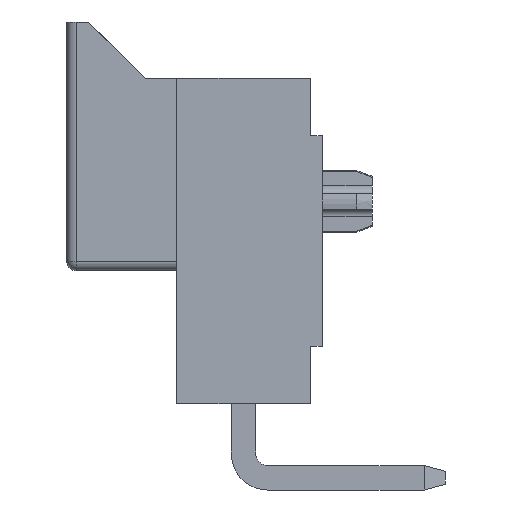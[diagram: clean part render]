
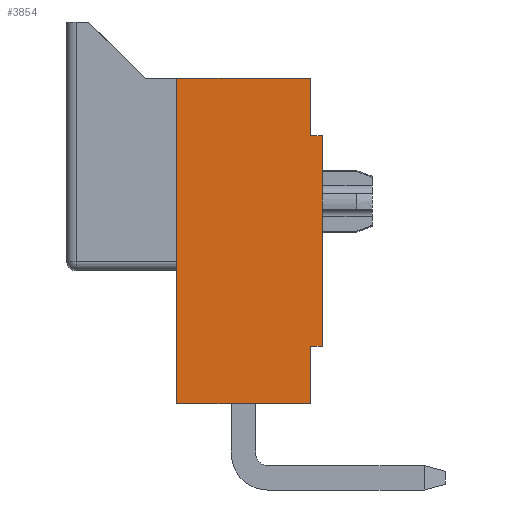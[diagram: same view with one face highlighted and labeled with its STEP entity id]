
A CAD part, left-side view. The second image highlights one B-rep face of the part: STEP entity #3854.
In plain terms, the highlighted planar face has unit normal (-1, 0, 0).
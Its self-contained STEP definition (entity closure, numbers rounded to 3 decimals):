
#1=DIRECTION('',(0.,0.,1.));
#2=VECTOR('',#1,1.5);
#3=CARTESIAN_POINT('',(-9.22,-1.74,-4.23));
#4=LINE('',#3,#2);
#17=DIRECTION('',(0.,0.,1.));
#18=VECTOR('',#17,1.5);
#19=CARTESIAN_POINT('',(-9.22,-1.74,2.73));
#20=LINE('',#19,#18);
#193=DIRECTION('',(0.,-1.,0.));
#194=VECTOR('',#193,0.3);
#195=CARTESIAN_POINT('',(-9.22,-1.74,2.73));
#196=LINE('',#195,#194);
#197=DIRECTION('',(0.,1.,0.));
#198=VECTOR('',#197,3.48);
#199=CARTESIAN_POINT('',(-9.22,-1.74,-4.23));
#200=LINE('',#199,#198);
#209=DIRECTION('',(0.,-1.,0.));
#210=VECTOR('',#209,0.3);
#211=CARTESIAN_POINT('',(-9.22,-1.74,-2.73));
#212=LINE('',#211,#210);
#233=DIRECTION('',(0.,0.,-1.));
#234=VECTOR('',#233,5.46);
#235=CARTESIAN_POINT('',(-9.22,-2.04,2.73));
#236=LINE('',#235,#234);
#381=DIRECTION('',(0.,1.,0.));
#382=VECTOR('',#381,3.48);
#383=CARTESIAN_POINT('',(-9.22,-1.74,4.23));
#384=LINE('',#383,#382);
#631=DIRECTION('',(0.,0.,1.));
#632=VECTOR('',#631,8.46);
#633=CARTESIAN_POINT('',(-9.22,1.74,-4.23));
#634=LINE('',#633,#632);
#2885=CARTESIAN_POINT('',(-9.22,-1.74,4.23));
#2887=VERTEX_POINT('',#2885);
#2890=CARTESIAN_POINT('',(-9.22,-1.74,-4.23));
#2892=VERTEX_POINT('',#2890);
#2893=CARTESIAN_POINT('',(-9.22,1.74,-4.23));
#2894=CARTESIAN_POINT('',(-9.22,1.74,4.23));
#2895=VERTEX_POINT('',#2893);
#2896=VERTEX_POINT('',#2894);
#2921=CARTESIAN_POINT('',(-9.22,-2.04,-2.73));
#2923=VERTEX_POINT('',#2921);
#2927=CARTESIAN_POINT('',(-9.22,-2.04,2.73));
#2928=VERTEX_POINT('',#2927);
#2929=CARTESIAN_POINT('',(-9.22,-1.74,-2.73));
#2930=VERTEX_POINT('',#2929);
#2943=CARTESIAN_POINT('',(-9.22,-1.74,2.73));
#2944=VERTEX_POINT('',#2943);
#3833=CARTESIAN_POINT('',(-9.22,-1.74,-4.23));
#3834=DIRECTION('',(-1.,0.,0.));
#3835=DIRECTION('',(0.,0.,1.));
#3836=AXIS2_PLACEMENT_3D('',#3833,#3834,#3835);
#3837=PLANE('',#3836);
#3838=ORIENTED_EDGE('',*,*,#3746,.F.);
#3840=ORIENTED_EDGE('',*,*,#3839,.T.);
#3842=ORIENTED_EDGE('',*,*,#3841,.T.);
#3844=ORIENTED_EDGE('',*,*,#3843,.F.);
#3845=ORIENTED_EDGE('',*,*,#3738,.F.);
#3847=ORIENTED_EDGE('',*,*,#3846,.T.);
#3849=ORIENTED_EDGE('',*,*,#3848,.T.);
#3851=ORIENTED_EDGE('',*,*,#3850,.F.);
#3852=EDGE_LOOP('',(#3838,#3840,#3842,#3844,#3845,#3847,#3849,#3851));
#3853=FACE_OUTER_BOUND('',#3852,.F.);
#3854=ADVANCED_FACE('',(#3853),#3837,.T.);
#3738=EDGE_CURVE('',#2892,#2930,#4,.T.);
#3746=EDGE_CURVE('',#2944,#2887,#20,.T.);
#3839=EDGE_CURVE('',#2944,#2928,#196,.T.);
#3841=EDGE_CURVE('',#2928,#2923,#236,.T.);
#3843=EDGE_CURVE('',#2930,#2923,#212,.T.);
#3846=EDGE_CURVE('',#2892,#2895,#200,.T.);
#3848=EDGE_CURVE('',#2895,#2896,#634,.T.);
#3850=EDGE_CURVE('',#2887,#2896,#384,.T.);
